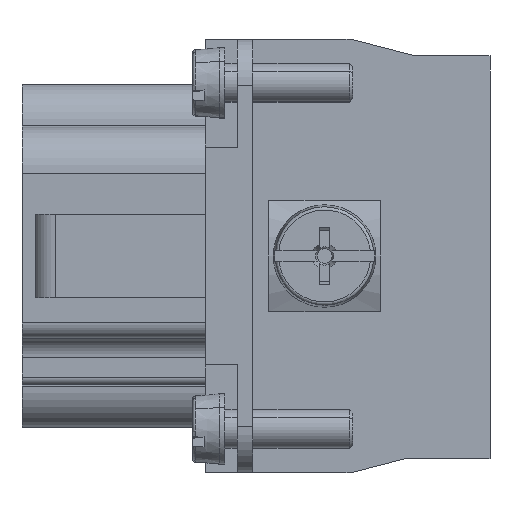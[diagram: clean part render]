
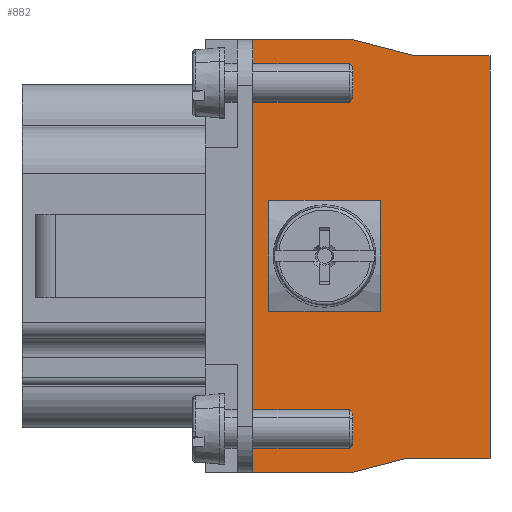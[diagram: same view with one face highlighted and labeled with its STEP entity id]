
A CAD part, left-side view. The second image highlights one B-rep face of the part: STEP entity #882.
In plain terms, the highlighted planar face has unit normal (-1, 0, 0).
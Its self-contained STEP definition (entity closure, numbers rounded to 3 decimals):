
#882=ADVANCED_FACE('',(#1887,#1888),#1332,.T.);
#1332=PLANE('',#7640);
#1568=CIRCLE('',#7639,2.);
#1887=FACE_BOUND('',#2080,.T.);
#1888=FACE_BOUND('',#2081,.T.);
#2080=EDGE_LOOP('',(#2645,#2646,#2647,#2648,#2649,#2650,#2651,#2652));
#2081=EDGE_LOOP('',(#2653));
#2645=ORIENTED_EDGE('',*,*,#5495,.F.);
#2646=ORIENTED_EDGE('',*,*,#5496,.F.);
#2647=ORIENTED_EDGE('',*,*,#5497,.T.);
#2648=ORIENTED_EDGE('',*,*,#5498,.T.);
#2649=ORIENTED_EDGE('',*,*,#5499,.F.);
#2650=ORIENTED_EDGE('',*,*,#5500,.T.);
#2651=ORIENTED_EDGE('',*,*,#5501,.T.);
#2652=ORIENTED_EDGE('',*,*,#5502,.F.);
#2653=ORIENTED_EDGE('',*,*,#5503,.F.);
#4767=VERTEX_POINT('',#10485);
#4768=VERTEX_POINT('',#10486);
#4769=VERTEX_POINT('',#10488);
#4770=VERTEX_POINT('',#10490);
#4771=VERTEX_POINT('',#10492);
#4772=VERTEX_POINT('',#10494);
#4773=VERTEX_POINT('',#10496);
#4774=VERTEX_POINT('',#10498);
#4775=VERTEX_POINT('',#10501);
#5495=EDGE_CURVE('',#4767,#4768,#6556,.T.);
#5496=EDGE_CURVE('',#4769,#4767,#6557,.T.);
#5497=EDGE_CURVE('',#4769,#4770,#6558,.T.);
#5498=EDGE_CURVE('',#4770,#4771,#6559,.T.);
#5499=EDGE_CURVE('',#4772,#4771,#6560,.T.);
#5500=EDGE_CURVE('',#4772,#4773,#6561,.T.);
#5501=EDGE_CURVE('',#4773,#4774,#6562,.T.);
#5502=EDGE_CURVE('',#4768,#4774,#6563,.T.);
#5503=EDGE_CURVE('',#4775,#4775,#1568,.T.);
#6556=LINE('',#10484,#7097);
#6557=LINE('',#10487,#7098);
#6558=LINE('',#10489,#7099);
#6559=LINE('',#10491,#7100);
#6560=LINE('',#10493,#7101);
#6561=LINE('',#10495,#7102);
#6562=LINE('',#10497,#7103);
#6563=LINE('',#10499,#7104);
#7097=VECTOR('',#8408,1.);
#7098=VECTOR('',#8409,1.);
#7099=VECTOR('',#8410,1.);
#7100=VECTOR('',#8411,1.);
#7101=VECTOR('',#8412,1.);
#7102=VECTOR('',#8413,1.);
#7103=VECTOR('',#8414,1.);
#7104=VECTOR('',#8415,1.);
#7639=AXIS2_PLACEMENT_3D('',#10500,#8416,#8417);
#7640=AXIS2_PLACEMENT_3D('',#10502,#8418,#8419);
#8408=DIRECTION('',(0.,0.,1.));
#8409=DIRECTION('',(0.,1.,0.));
#8410=DIRECTION('',(0.,-0.968,0.25));
#8411=DIRECTION('',(0.,-1.,0.));
#8412=DIRECTION('',(0.,0.,-1.));
#8413=DIRECTION('',(0.,1.,0.));
#8414=DIRECTION('',(0.,0.968,0.25));
#8415=DIRECTION('',(0.,-1.,0.));
#8416=DIRECTION('',(-1.,0.,0.));
#8417=DIRECTION('',(0.,0.,1.));
#8418=DIRECTION('',(-1.,0.,0.));
#8419=DIRECTION('',(0.,0.,-1.));
#10484=CARTESIAN_POINT('',(-41.386,-1.788,9.572));
#10485=CARTESIAN_POINT('',(-41.386,-1.788,-24.258));
#10486=CARTESIAN_POINT('',(-41.386,-1.788,9.542));
#10487=CARTESIAN_POINT('',(-41.386,-3.188,-24.258));
#10488=CARTESIAN_POINT('',(-41.386,-9.448,-24.258));
#10489=CARTESIAN_POINT('',(-41.386,-11.188,-23.808));
#10490=CARTESIAN_POINT('',(-41.386,-13.701,-23.158));
#10491=CARTESIAN_POINT('',(-41.386,-14.093,-23.158));
#10492=CARTESIAN_POINT('',(-41.386,-20.288,-23.158));
#10493=CARTESIAN_POINT('',(-41.386,-20.288,-1.058));
#10494=CARTESIAN_POINT('',(-41.386,-20.288,8.242));
#10495=CARTESIAN_POINT('',(-41.386,-14.093,8.242));
#10496=CARTESIAN_POINT('',(-41.386,-14.475,8.242));
#10497=CARTESIAN_POINT('',(-41.386,-14.088,8.342));
#10498=CARTESIAN_POINT('',(-41.386,-9.448,9.542));
#10499=CARTESIAN_POINT('',(-41.386,-0.588,9.542));
#10500=CARTESIAN_POINT('',(-41.386,-7.388,-7.358));
#10501=CARTESIAN_POINT('',(-41.386,-7.388,-5.358));
#10502=CARTESIAN_POINT('',(-41.386,-0.588,9.542));
